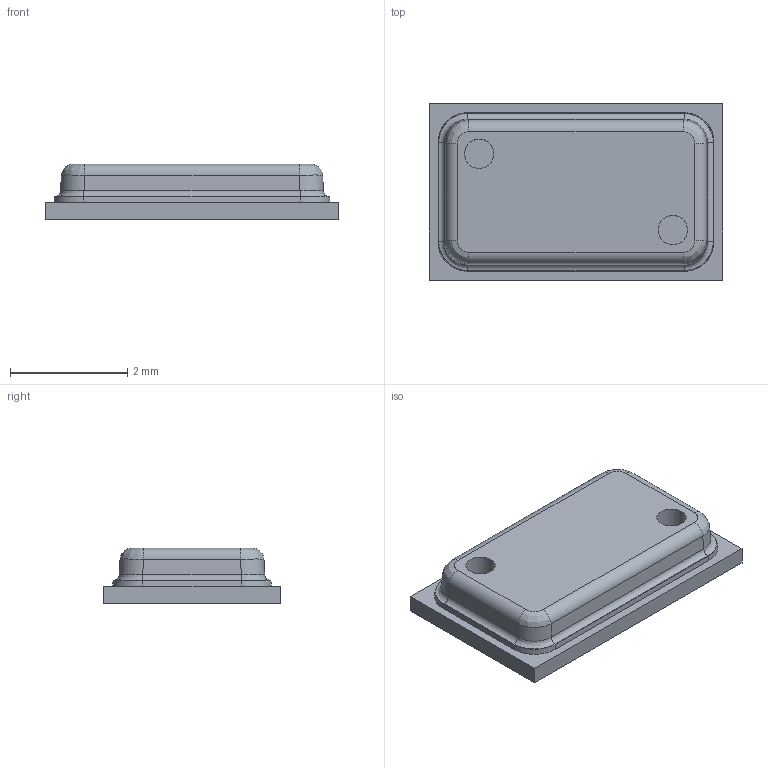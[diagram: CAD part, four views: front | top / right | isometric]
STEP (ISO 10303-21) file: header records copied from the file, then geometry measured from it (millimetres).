
FILE_DESCRIPTION((''),'2;1');
FILE_NAME('C-CAT-BLPS0035','2018-11-06T',('workeradm'),('TE Connectivity Ltd.'),'CREO PARAMETRIC BY PTC INC, 2016050','CREO PARAMETRIC BY PTC INC, 2016050','');
FILE_SCHEMA(('AUTOMOTIVE_DESIGN { 1 0 10303 214 1 1 1 1 }'));
Length unit declared in the file: millimetre
Products named in the file (1): C-CAT-BLPS0035
Bounding box: 5 x 3 x 0.95 mm (x, y, z)
Volume: 11.4 mm3; surface area: 43.5 mm2
Topology: 1 solids, 1 shells, 46 faces, 104 edges, 64 vertices
Faces by surface type: cylinder 20, plane 18, bspline 8
Entity records: 1924 total; most frequent: CARTESIAN_POINT 780, ORIENTED_EDGE 208, DIRECTION 180, COLOUR_RGB 126, EDGE_CURVE 104, VERTEX_POINT 64, AXIS2_PLACEMENT_3D 62, VECTOR 56
